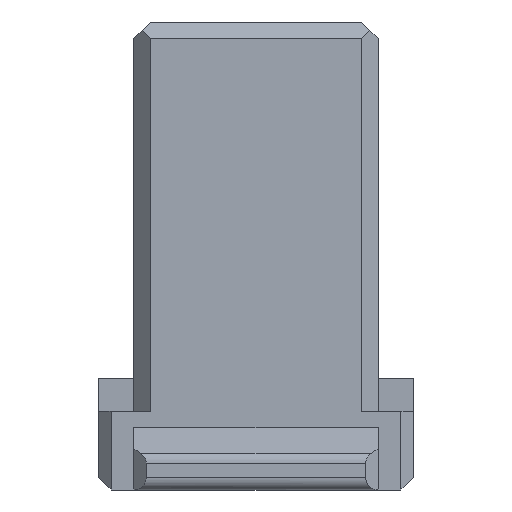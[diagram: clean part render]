
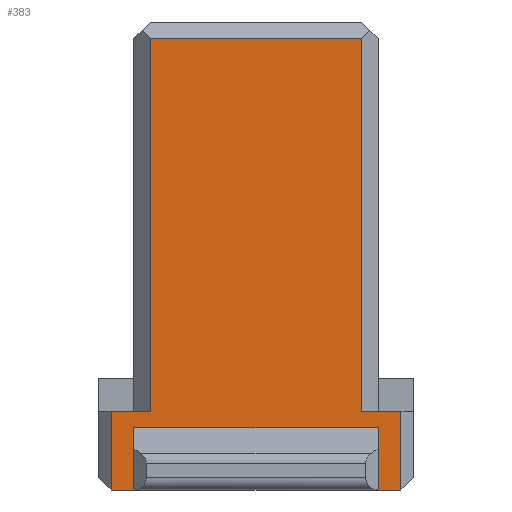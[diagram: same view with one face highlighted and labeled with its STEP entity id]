
A CAD part, front view. The second image highlights one B-rep face of the part: STEP entity #383.
In plain terms, the highlighted planar face has unit normal (0, -1, 0).
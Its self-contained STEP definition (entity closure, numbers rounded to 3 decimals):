
#35=CARTESIAN_POINT('',(2.95,-3.475,-11.3));
#36=VERTEX_POINT('',#35);
#53=CARTESIAN_POINT('',(-2.95,-3.475,-11.3));
#54=VERTEX_POINT('',#53);
#61=CARTESIAN_POINT('',(-3.5,-3.475,-11.3));
#62=VERTEX_POINT('',#61);
#63=CARTESIAN_POINT('',(-2.95,-3.475,-11.3));
#64=DIRECTION('',(-1.,0.,0.));
#65=VECTOR('',#64,0.55);
#66=LINE('',#63,#65);
#67=EDGE_CURVE('',#54,#62,#66,.T.);
#149=CARTESIAN_POINT('',(3.5,-3.475,-11.3));
#150=VERTEX_POINT('',#149);
#157=CARTESIAN_POINT('',(3.5,-3.475,-11.3));
#158=DIRECTION('',(-1.,0.,0.));
#159=VECTOR('',#158,0.55);
#160=LINE('',#157,#159);
#161=EDGE_CURVE('',#150,#36,#160,.T.);
#298=CARTESIAN_POINT('',(3.8,-3.475,-11.3));
#299=DIRECTION('',(-1.,0.,0.));
#300=DIRECTION('',(-0.,-1.,-0.));
#301=AXIS2_PLACEMENT_3D('',#298,#300,#299);
#302=PLANE('',#301);
#303=ORIENTED_EDGE('',*,*,#67,.F.);
#304=CARTESIAN_POINT('',(-2.95,-3.475,-9.8));
#305=VERTEX_POINT('',#304);
#306=CARTESIAN_POINT('',(-2.95,-3.475,-11.3));
#307=DIRECTION('',(0.,0.,1.));
#308=VECTOR('',#307,1.5);
#309=LINE('',#306,#308);
#310=EDGE_CURVE('',#54,#305,#309,.T.);
#311=ORIENTED_EDGE('',*,*,#310,.T.);
#312=CARTESIAN_POINT('',(2.95,-3.475,-9.8));
#313=VERTEX_POINT('',#312);
#314=CARTESIAN_POINT('',(-2.95,-3.475,-9.8));
#315=DIRECTION('',(1.,0.,0.));
#316=VECTOR('',#315,5.9);
#317=LINE('',#314,#316);
#318=EDGE_CURVE('',#305,#313,#317,.T.);
#319=ORIENTED_EDGE('',*,*,#318,.T.);
#320=CARTESIAN_POINT('',(2.95,-3.475,-9.8));
#321=DIRECTION('',(0.,0.,-1.));
#322=VECTOR('',#321,1.5);
#323=LINE('',#320,#322);
#324=EDGE_CURVE('',#313,#36,#323,.T.);
#325=ORIENTED_EDGE('',*,*,#324,.T.);
#326=ORIENTED_EDGE('',*,*,#161,.F.);
#327=CARTESIAN_POINT('',(3.5,-3.475,-9.4));
#328=VERTEX_POINT('',#327);
#329=CARTESIAN_POINT('',(3.5,-3.475,-11.3));
#330=DIRECTION('',(0.,0.,1.));
#331=VECTOR('',#330,1.9);
#332=LINE('',#329,#331);
#333=EDGE_CURVE('',#150,#328,#332,.T.);
#334=ORIENTED_EDGE('',*,*,#333,.T.);
#335=CARTESIAN_POINT('',(2.55,-3.475,-9.4));
#336=VERTEX_POINT('',#335);
#337=CARTESIAN_POINT('',(3.5,-3.475,-9.4));
#338=DIRECTION('',(-1.,0.,0.));
#339=VECTOR('',#338,0.95);
#340=LINE('',#337,#339);
#341=EDGE_CURVE('',#328,#336,#340,.T.);
#342=ORIENTED_EDGE('',*,*,#341,.T.);
#343=CARTESIAN_POINT('',(2.55,-3.475,-0.4));
#344=VERTEX_POINT('',#343);
#345=CARTESIAN_POINT('',(2.55,-3.475,-9.4));
#346=DIRECTION('',(0.,0.,1.));
#347=VECTOR('',#346,9.);
#348=LINE('',#345,#347);
#349=EDGE_CURVE('',#336,#344,#348,.T.);
#350=ORIENTED_EDGE('',*,*,#349,.T.);
#351=CARTESIAN_POINT('',(-2.55,-3.475,-0.4));
#352=VERTEX_POINT('',#351);
#353=CARTESIAN_POINT('',(2.55,-3.475,-0.4));
#354=DIRECTION('',(-1.,0.,0.));
#355=VECTOR('',#354,5.1);
#356=LINE('',#353,#355);
#357=EDGE_CURVE('',#344,#352,#356,.T.);
#358=ORIENTED_EDGE('',*,*,#357,.T.);
#359=CARTESIAN_POINT('',(-2.55,-3.475,-9.4));
#360=VERTEX_POINT('',#359);
#361=CARTESIAN_POINT('',(-2.55,-3.475,-0.4));
#362=DIRECTION('',(0.,0.,-1.));
#363=VECTOR('',#362,9.);
#364=LINE('',#361,#363);
#365=EDGE_CURVE('',#352,#360,#364,.T.);
#366=ORIENTED_EDGE('',*,*,#365,.T.);
#367=CARTESIAN_POINT('',(-3.5,-3.475,-9.4));
#368=VERTEX_POINT('',#367);
#369=CARTESIAN_POINT('',(-2.55,-3.475,-9.4));
#370=DIRECTION('',(-1.,0.,0.));
#371=VECTOR('',#370,0.95);
#372=LINE('',#369,#371);
#373=EDGE_CURVE('',#360,#368,#372,.T.);
#374=ORIENTED_EDGE('',*,*,#373,.T.);
#375=CARTESIAN_POINT('',(-3.5,-3.475,-9.4));
#376=DIRECTION('',(0.,0.,-1.));
#377=VECTOR('',#376,1.9);
#378=LINE('',#375,#377);
#379=EDGE_CURVE('',#368,#62,#378,.T.);
#380=ORIENTED_EDGE('',*,*,#379,.T.);
#381=EDGE_LOOP('',(#303,#311,#319,#325,#326,#334,#342,#350,#358,#366,#374,#380));
#382=FACE_OUTER_BOUND('',#381,.T.);
#383=ADVANCED_FACE('',(#382),#302,.T.);
